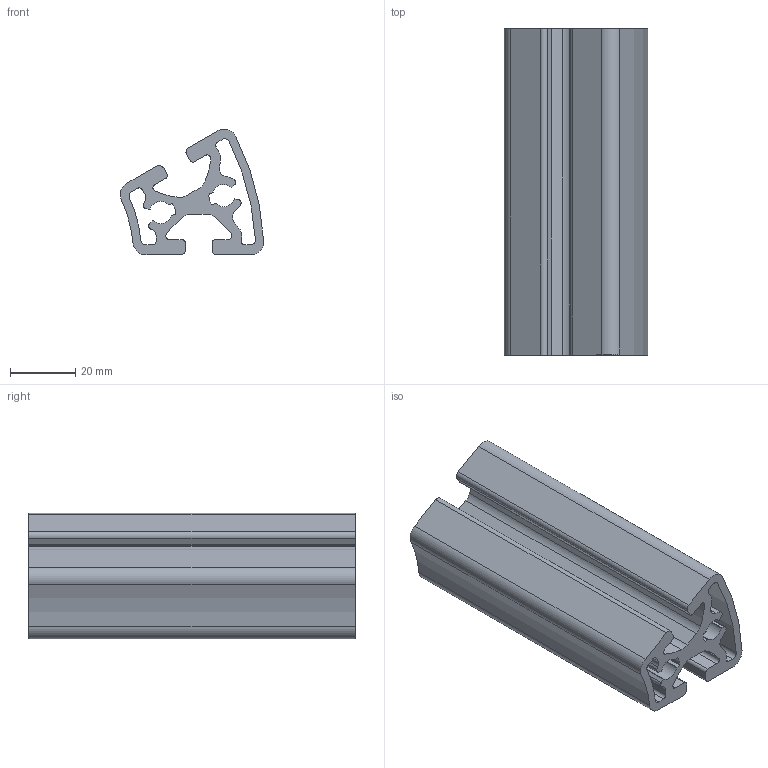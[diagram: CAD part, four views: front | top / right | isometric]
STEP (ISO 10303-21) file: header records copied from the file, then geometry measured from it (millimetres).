
FILE_DESCRIPTION( ( 'Unknown' ), '1' );
FILE_NAME( '7118056', 'Unknown', ( 'Unknown' ), ( 'JUGARD+KÜNSTNER GmbH' ), 'XStep 1.0', 'Unknown', ' ' );
FILE_SCHEMA( ( 'automotive_design' ) );
Length unit declared in the file: millimetre
Products named in the file (1): 1
Bounding box: 43.93 x 100 x 38.48 mm (x, y, z)
Volume: 62236.6 mm3; surface area: 38157.8 mm2
Topology: 1 solids, 1 shells, 102 faces, 300 edges, 200 vertices
Faces by surface type: cylinder 70, plane 32
Entity records: 4304 total; most frequent: DIRECTION 646, CARTESIAN_POINT 603, ORIENTED_EDGE 600, EDGE_CURVE 300, AXIS2_PLACEMENT_3D 243, VERTEX_POINT 200, LINE 160, VECTOR 160
